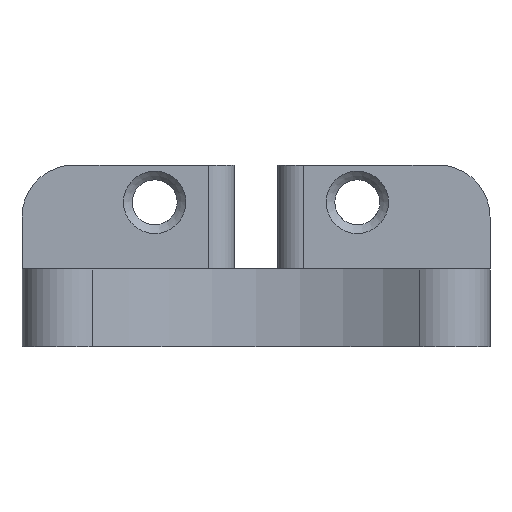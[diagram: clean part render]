
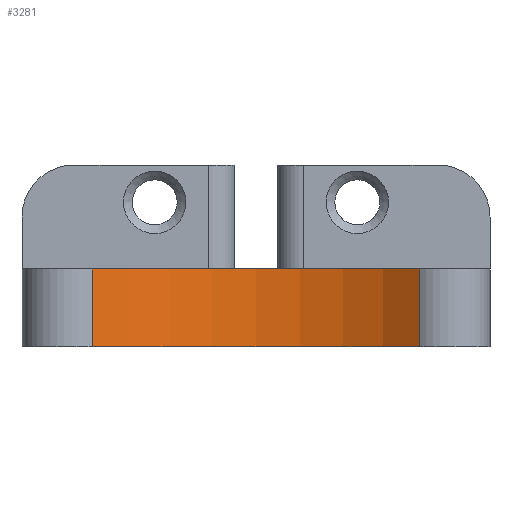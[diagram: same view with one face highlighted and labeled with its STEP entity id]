
A CAD part, left-side view. The second image highlights one B-rep face of the part: STEP entity #3281.
In plain terms, the highlighted cylindrical face has radius 30 mm (diameter 60 mm), a partial arc.
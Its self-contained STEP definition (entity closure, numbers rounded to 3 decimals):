
#444 = PLANE('',#445);
#445 = AXIS2_PLACEMENT_3D('',#446,#447,#448);
#446 = CARTESIAN_POINT('',(-1.4,27.,9.));
#447 = DIRECTION('',(0.,0.,-1.));
#448 = DIRECTION('',(-1.,0.,0.));
#1449 = PLANE('',#1450);
#1450 = AXIS2_PLACEMENT_3D('',#1451,#1452,#1453);
#1451 = CARTESIAN_POINT('',(-13.923,-18.944,0.));
#1452 = DIRECTION('',(0.,0.,-1.));
#1453 = DIRECTION('',(-1.,0.,0.));
#1477 = CYLINDRICAL_SURFACE('',#1478,5.);
#1478 = AXIS2_PLACEMENT_3D('',#1479,#1480,#1481);
#1479 = CARTESIAN_POINT('',(-10.,22.,0.));
#1480 = DIRECTION('',(-0.,-0.,-1.));
#1481 = DIRECTION('',(1.,0.,0.));
#1634 = VERTEX_POINT('',#1635);
#1635 = CARTESIAN_POINT('',(-13.923,-18.944,9.));
#1654 = CYLINDRICAL_SURFACE('',#1655,5.);
#1655 = AXIS2_PLACEMENT_3D('',#1656,#1657,#1658);
#1656 = CARTESIAN_POINT('',(-10.,-22.044,0.));
#1657 = DIRECTION('',(-0.,-0.,-1.));
#1658 = DIRECTION('',(1.,0.,0.));
#1666 = EDGE_CURVE('',#1634,#1667,#1669,.T.);
#1667 = VERTEX_POINT('',#1668);
#1668 = CARTESIAN_POINT('',(-13.923,18.9,9.));
#1669 = SURFACE_CURVE('',#1670,(#1675,#1686),.PCURVE_S1.);
#1670 = CIRCLE('',#1671,30.);
#1671 = AXIS2_PLACEMENT_3D('',#1672,#1673,#1674);
#1672 = CARTESIAN_POINT('',(-37.203,-0.022,9.));
#1673 = DIRECTION('',(0.,0.,1.));
#1674 = DIRECTION('',(1.,0.,0.));
#1675 = PCURVE('',#444,#1676);
#1676 = DEFINITIONAL_REPRESENTATION('',(#1677),#1685);
#1677 = ( BOUNDED_CURVE() B_SPLINE_CURVE(2,(#1678,#1679,#1680,#1681,
#1682,#1683,#1684),.UNSPECIFIED.,.F.,.F.) B_SPLINE_CURVE_WITH_KNOTS((1,2
    ,2,2,2,1),(-2.094,0.,2.094,4.189,
6.283,8.378),.UNSPECIFIED.) CURVE() 
GEOMETRIC_REPRESENTATION_ITEM() RATIONAL_B_SPLINE_CURVE((1.,0.5,1.,0.5,
1.,0.5,1.)) REPRESENTATION_ITEM('') );
#1678 = CARTESIAN_POINT('',(5.803,-27.022));
#1679 = CARTESIAN_POINT('',(5.803,24.94));
#1680 = CARTESIAN_POINT('',(50.803,-1.041));
#1681 = CARTESIAN_POINT('',(95.803,-27.022));
#1682 = CARTESIAN_POINT('',(50.803,-53.003));
#1683 = CARTESIAN_POINT('',(5.803,-78.983));
#1684 = CARTESIAN_POINT('',(5.803,-27.022));
#1685 = ( GEOMETRIC_REPRESENTATION_CONTEXT(2) 
PARAMETRIC_REPRESENTATION_CONTEXT() REPRESENTATION_CONTEXT('2D SPACE',''
  ) );
#1686 = PCURVE('',#1687,#1692);
#1687 = CYLINDRICAL_SURFACE('',#1688,30.);
#1688 = AXIS2_PLACEMENT_3D('',#1689,#1690,#1691);
#1689 = CARTESIAN_POINT('',(-37.203,-0.022,0.));
#1690 = DIRECTION('',(-0.,-0.,-1.));
#1691 = DIRECTION('',(1.,0.,0.));
#1692 = DEFINITIONAL_REPRESENTATION('',(#1693),#1697);
#1693 = LINE('',#1694,#1695);
#1694 = CARTESIAN_POINT('',(-0.,-9.));
#1695 = VECTOR('',#1696,1.);
#1696 = DIRECTION('',(-1.,0.));
#1697 = ( GEOMETRIC_REPRESENTATION_CONTEXT(2) 
PARAMETRIC_REPRESENTATION_CONTEXT() REPRESENTATION_CONTEXT('2D SPACE',''
  ) );
#2775 = VERTEX_POINT('',#2776);
#2776 = CARTESIAN_POINT('',(-13.923,18.9,0.));
#2804 = EDGE_CURVE('',#2775,#1667,#2805,.T.);
#2805 = SURFACE_CURVE('',#2806,(#2810,#2817),.PCURVE_S1.);
#2806 = LINE('',#2807,#2808);
#2807 = CARTESIAN_POINT('',(-13.923,18.9,0.));
#2808 = VECTOR('',#2809,1.);
#2809 = DIRECTION('',(0.,0.,1.));
#2810 = PCURVE('',#1477,#2811);
#2811 = DEFINITIONAL_REPRESENTATION('',(#2812),#2816);
#2812 = LINE('',#2813,#2814);
#2813 = CARTESIAN_POINT('',(-3.81,0.));
#2814 = VECTOR('',#2815,1.);
#2815 = DIRECTION('',(-0.,-1.));
#2816 = ( GEOMETRIC_REPRESENTATION_CONTEXT(2) 
PARAMETRIC_REPRESENTATION_CONTEXT() REPRESENTATION_CONTEXT('2D SPACE',''
  ) );
#2817 = PCURVE('',#1687,#2818);
#2818 = DEFINITIONAL_REPRESENTATION('',(#2819),#2823);
#2819 = LINE('',#2820,#2821);
#2820 = CARTESIAN_POINT('',(-6.966,0.));
#2821 = VECTOR('',#2822,1.);
#2822 = DIRECTION('',(-0.,-1.));
#2823 = ( GEOMETRIC_REPRESENTATION_CONTEXT(2) 
PARAMETRIC_REPRESENTATION_CONTEXT() REPRESENTATION_CONTEXT('2D SPACE',''
  ) );
#3031 = VERTEX_POINT('',#3032);
#3032 = CARTESIAN_POINT('',(-13.923,-18.944,0.));
#3060 = EDGE_CURVE('',#3031,#2775,#3061,.T.);
#3061 = SURFACE_CURVE('',#3062,(#3067,#3078),.PCURVE_S1.);
#3062 = CIRCLE('',#3063,30.);
#3063 = AXIS2_PLACEMENT_3D('',#3064,#3065,#3066);
#3064 = CARTESIAN_POINT('',(-37.203,-0.022,0.));
#3065 = DIRECTION('',(0.,0.,1.));
#3066 = DIRECTION('',(1.,0.,0.));
#3067 = PCURVE('',#1449,#3068);
#3068 = DEFINITIONAL_REPRESENTATION('',(#3069),#3077);
#3069 = ( BOUNDED_CURVE() B_SPLINE_CURVE(2,(#3070,#3071,#3072,#3073,
#3074,#3075,#3076),.UNSPECIFIED.,.F.,.F.) B_SPLINE_CURVE_WITH_KNOTS((1,2
    ,2,2,2,1),(-2.094,0.,2.094,4.189,
6.283,8.378),.UNSPECIFIED.) CURVE() 
GEOMETRIC_REPRESENTATION_ITEM() RATIONAL_B_SPLINE_CURVE((1.,0.5,1.,0.5,
1.,0.5,1.)) REPRESENTATION_ITEM('') );
#3070 = CARTESIAN_POINT('',(-6.72,18.922));
#3071 = CARTESIAN_POINT('',(-6.72,70.883));
#3072 = CARTESIAN_POINT('',(38.28,44.903));
#3073 = CARTESIAN_POINT('',(83.28,18.922));
#3074 = CARTESIAN_POINT('',(38.28,-7.059));
#3075 = CARTESIAN_POINT('',(-6.72,-33.04));
#3076 = CARTESIAN_POINT('',(-6.72,18.922));
#3077 = ( GEOMETRIC_REPRESENTATION_CONTEXT(2) 
PARAMETRIC_REPRESENTATION_CONTEXT() REPRESENTATION_CONTEXT('2D SPACE',''
  ) );
#3078 = PCURVE('',#1687,#3079);
#3079 = DEFINITIONAL_REPRESENTATION('',(#3080),#3084);
#3080 = LINE('',#3081,#3082);
#3081 = CARTESIAN_POINT('',(-0.,0.));
#3082 = VECTOR('',#3083,1.);
#3083 = DIRECTION('',(-1.,0.));
#3084 = ( GEOMETRIC_REPRESENTATION_CONTEXT(2) 
PARAMETRIC_REPRESENTATION_CONTEXT() REPRESENTATION_CONTEXT('2D SPACE',''
  ) );
#3281 = ADVANCED_FACE('',(#3282),#1687,.F.);
#3282 = FACE_BOUND('',#3283,.T.);
#3283 = EDGE_LOOP('',(#3284,#3285,#3306,#3307));
#3284 = ORIENTED_EDGE('',*,*,#3060,.F.);
#3285 = ORIENTED_EDGE('',*,*,#3286,.T.);
#3286 = EDGE_CURVE('',#3031,#1634,#3287,.T.);
#3287 = SURFACE_CURVE('',#3288,(#3292,#3299),.PCURVE_S1.);
#3288 = LINE('',#3289,#3290);
#3289 = CARTESIAN_POINT('',(-13.923,-18.944,0.));
#3290 = VECTOR('',#3291,1.);
#3291 = DIRECTION('',(0.,0.,1.));
#3292 = PCURVE('',#1687,#3293);
#3293 = DEFINITIONAL_REPRESENTATION('',(#3294),#3298);
#3294 = LINE('',#3295,#3296);
#3295 = CARTESIAN_POINT('',(-5.601,0.));
#3296 = VECTOR('',#3297,1.);
#3297 = DIRECTION('',(-0.,-1.));
#3298 = ( GEOMETRIC_REPRESENTATION_CONTEXT(2) 
PARAMETRIC_REPRESENTATION_CONTEXT() REPRESENTATION_CONTEXT('2D SPACE',''
  ) );
#3299 = PCURVE('',#1654,#3300);
#3300 = DEFINITIONAL_REPRESENTATION('',(#3301),#3305);
#3301 = LINE('',#3302,#3303);
#3302 = CARTESIAN_POINT('',(-2.473,0.));
#3303 = VECTOR('',#3304,1.);
#3304 = DIRECTION('',(-0.,-1.));
#3305 = ( GEOMETRIC_REPRESENTATION_CONTEXT(2) 
PARAMETRIC_REPRESENTATION_CONTEXT() REPRESENTATION_CONTEXT('2D SPACE',''
  ) );
#3306 = ORIENTED_EDGE('',*,*,#1666,.T.);
#3307 = ORIENTED_EDGE('',*,*,#2804,.F.);
